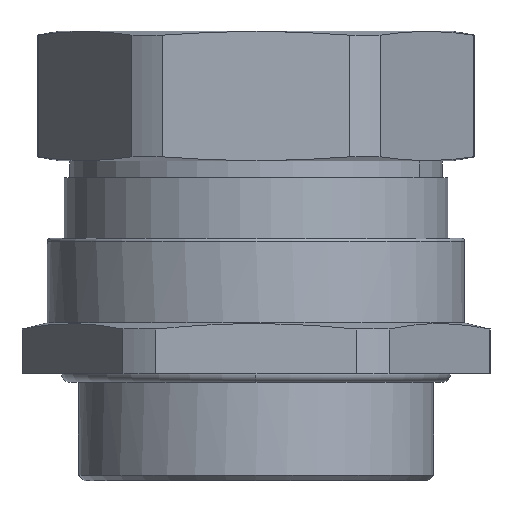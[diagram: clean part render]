
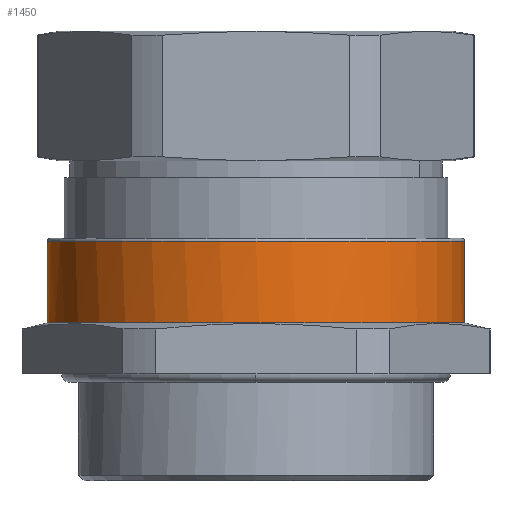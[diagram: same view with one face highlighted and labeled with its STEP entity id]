
A CAD part, left-side view. The second image highlights one B-rep face of the part: STEP entity #1450.
In plain terms, the highlighted cylindrical face has radius 37 mm (diameter 74 mm), a partial arc.
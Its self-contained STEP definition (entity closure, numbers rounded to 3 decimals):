
#519=AXIS2_PLACEMENT_3D('Circle Axis2P3D',#517,#518,$) ;
#626=AXIS2_PLACEMENT_3D('Circle Axis2P3D',#624,#625,$) ;
#1409=AXIS2_PLACEMENT_3D('Cylinder Axis2P3D',#1406,#1407,#1408) ;
#1440=AXIS2_PLACEMENT_3D('Circle Axis2P3D',#1438,#1439,$) ;
#514=CARTESIAN_POINT('Vertex',(18.249,73.097,28.)) ;
#517=CARTESIAN_POINT('Axis2P3D Location',(37.5,41.5,28.)) ;
#521=CARTESIAN_POINT('Vertex',(37.5,78.5,28.)) ;
#621=CARTESIAN_POINT('Vertex',(37.5,4.5,28.)) ;
#624=CARTESIAN_POINT('Axis2P3D Location',(37.5,41.5,28.)) ;
#1406=CARTESIAN_POINT('Axis2P3D Location',(37.5,41.5,35.5)) ;
#1411=CARTESIAN_POINT('Line Origine',(37.5,4.5,35.5)) ;
#1415=CARTESIAN_POINT('Vertex',(37.5,4.5,42.5)) ;
#1418=CARTESIAN_POINT('Line Origine',(37.5,78.5,35.5)) ;
#1422=CARTESIAN_POINT('Vertex',(37.5,78.5,42.5)) ;
#1438=CARTESIAN_POINT('Axis2P3D Location',(37.5,41.5,42.5)) ;
#518=DIRECTION('Axis2P3D Direction',(0.,0.,-1.)) ;
#625=DIRECTION('Axis2P3D Direction',(0.,0.,-1.)) ;
#1407=DIRECTION('Axis2P3D Direction',(0.,0.,1.)) ;
#1408=DIRECTION('Axis2P3D XDirection',(0.,-1.,0.)) ;
#1412=DIRECTION('Vector Direction',(0.,0.,1.)) ;
#1419=DIRECTION('Vector Direction',(0.,0.,1.)) ;
#1439=DIRECTION('Axis2P3D Direction',(0.,0.,1.)) ;
#1413=VECTOR('Line Direction',#1412,1.) ;
#1420=VECTOR('Line Direction',#1419,1.) ;
#1444=ORIENTED_EDGE('',*,*,#1424,.T.) ;
#1445=ORIENTED_EDGE('',*,*,#523,.T.) ;
#1446=ORIENTED_EDGE('',*,*,#628,.T.) ;
#1447=ORIENTED_EDGE('',*,*,#1417,.F.) ;
#1448=ORIENTED_EDGE('',*,*,#1442,.F.) ;
#1450=ADVANCED_FACE('Body',(#1449),#1410,.T.) ;
#520=CIRCLE('generated circle',#519,37.) ;
#627=CIRCLE('generated circle',#626,37.) ;
#1441=CIRCLE('generated circle',#1440,37.) ;
#1410=CYLINDRICAL_SURFACE('generated cylinder',#1409,37.) ;
#523=EDGE_CURVE('',#522,#515,#520,.F.) ;
#628=EDGE_CURVE('',#515,#622,#627,.F.) ;
#1417=EDGE_CURVE('',#1416,#622,#1414,.F.) ;
#1424=EDGE_CURVE('',#1423,#522,#1421,.F.) ;
#1442=EDGE_CURVE('',#1423,#1416,#1441,.T.) ;
#1443=EDGE_LOOP('',(#1444,#1445,#1446,#1447,#1448)) ;
#1449=FACE_OUTER_BOUND('',#1443,.T.) ;
#1414=LINE('Line',#1411,#1413) ;
#1421=LINE('Line',#1418,#1420) ;
#515=VERTEX_POINT('',#514) ;
#522=VERTEX_POINT('',#521) ;
#622=VERTEX_POINT('',#621) ;
#1416=VERTEX_POINT('',#1415) ;
#1423=VERTEX_POINT('',#1422) ;
